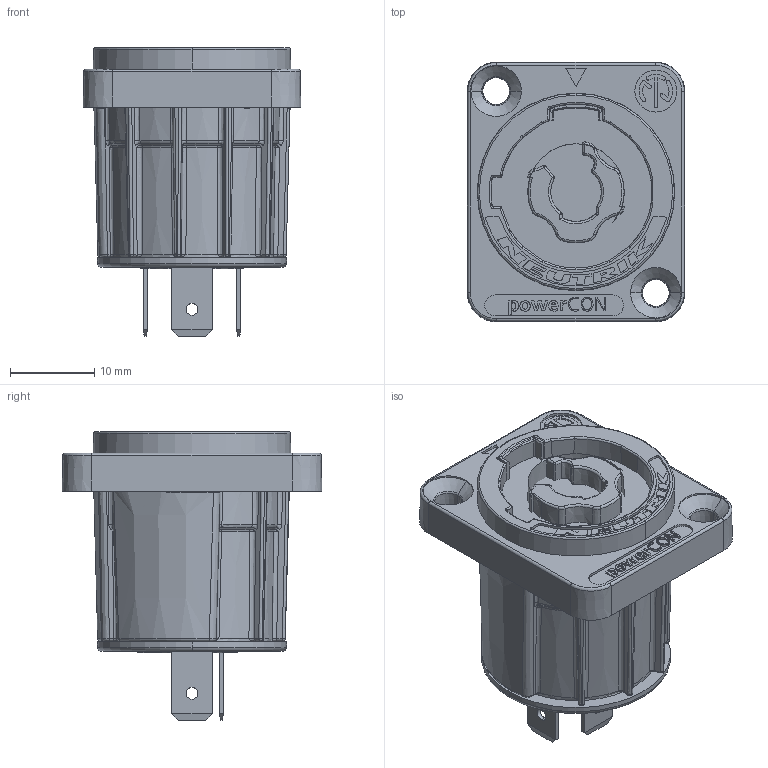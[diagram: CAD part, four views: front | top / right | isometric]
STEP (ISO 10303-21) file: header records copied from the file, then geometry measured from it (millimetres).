
FILE_DESCRIPTION((''),'2;1');
FILE_NAME('NAC3MPXXA-WOT','2020-02-07T13:33:20',('phk'),(''),'CREO PARAMETRIC BY PTC INC, 2019080','CREO PARAMETRIC BY PTC INC, 2019080','');
FILE_SCHEMA(('CONFIG_CONTROL_DESIGN'));
Products named in the file (1): NAC3MPXXA-WOT
Bounding box: 25.9 x 30.9 x 34.3 mm (x, y, z)
Volume: 10510.1 mm3; surface area: 5705.6 mm2
Topology: 1 solids, 6 shells, 1213 faces, 2999 edges, 1849 vertices
Faces by surface type: plane 365, extrusion 214, bspline 212, cylinder 185, cone 94, torus 87, sphere 56
Entity records: 50920 total; most frequent: CARTESIAN_POINT 24481, ORIENTED_EDGE 5984, DIRECTION 4549, EDGE_CURVE 2997, VERTEX_POINT 1849, AXIS2_PLACEMENT_3D 1553, VECTOR 1443, EDGE_LOOP 1288
